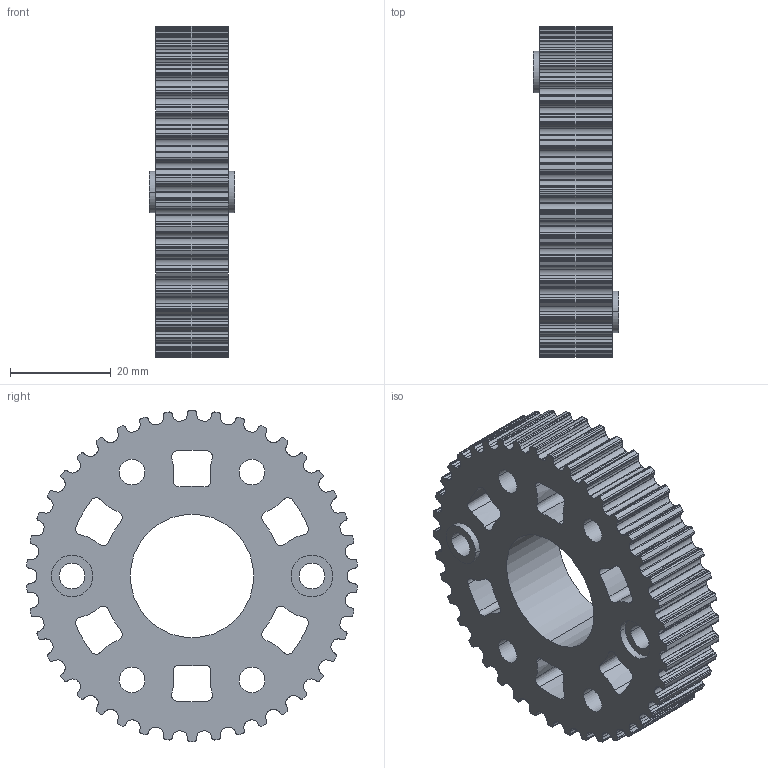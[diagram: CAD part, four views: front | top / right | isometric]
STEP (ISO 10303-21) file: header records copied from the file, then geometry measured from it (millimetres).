
FILE_DESCRIPTION (( 'STEP AP203' ), '1' );
FILE_NAME ('am-2813 42 tooth HTD Pulley Center.STEP', '2014-04-17T16:09:32', ( '' ), ( '' ), 'SwSTEP 2.0', 'SolidWorks 2010', '' );
FILE_SCHEMA (( 'CONFIG_CONTROL_DESIGN' ));
Length unit declared in the file: inch
Products named in the file (1): am-2813 42 tooth HTD Pulley Center
Bounding box: 17.03 x 65.6 x 65.72 mm (x, y, z)
Volume: 32145.8 mm3; surface area: 13995.8 mm2
Topology: 1 solids, 1 shells, 793 faces, 2361 edges, 1574 vertices
Faces by surface type: cylinder 691, cone 54, plane 48
Entity records: 27656 total; most frequent: DIRECTION 5439, CARTESIAN_POINT 4729, ORIENTED_EDGE 4722, EDGE_CURVE 2361, AXIS2_PLACEMENT_3D 2284, VERTEX_POINT 1574, CIRCLE 1490, VECTOR 871
